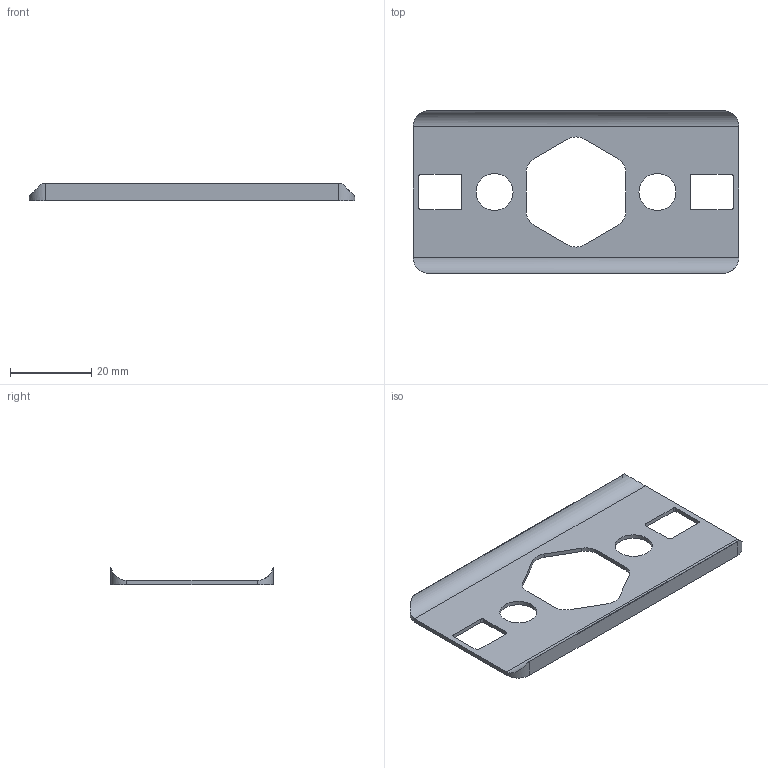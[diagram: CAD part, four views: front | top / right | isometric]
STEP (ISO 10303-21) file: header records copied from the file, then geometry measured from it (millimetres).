
FILE_DESCRIPTION(/* description */ ('KriTec Radiendichtung 8 80x40 R80 PA grau'),/* implementation_level */ '2;1');
FILE_NAME(/* name */ '11438_KriTec_Radiendichtung_8_80x40_R80_PA_grau.stp',/* time_stamp */ '2021-01-22T12:30:03+01:00',/* author */ ('Nell'),/* organization */ (''),/* preprocessor_version */ 'ST-DEVELOPER v17',/* originating_system */ 'Autodesk Inventor 2018',/* authorisation */ '');
FILE_SCHEMA (('AUTOMOTIVE_DESIGN { 1 0 10303 214 3 1 1 }'));
Length unit declared in the file: millimetre
Products named in the file (1): 11438
Bounding box: 80 x 40 x 4.2 mm (x, y, z)
Volume: 2878.9 mm3; surface area: 5895.5 mm2
Topology: 1 solids, 1 shells, 44 faces, 122 edges, 80 vertices
Faces by surface type: cylinder 22, plane 22
Full cylindrical faces by diameter (mm): 9.1 x2
Entity records: 1477 total; most frequent: DIRECTION 256, CARTESIAN_POINT 247, ORIENTED_EDGE 244, EDGE_CURVE 122, AXIS2_PLACEMENT_3D 89, VERTEX_POINT 80, LINE 78, VECTOR 78
